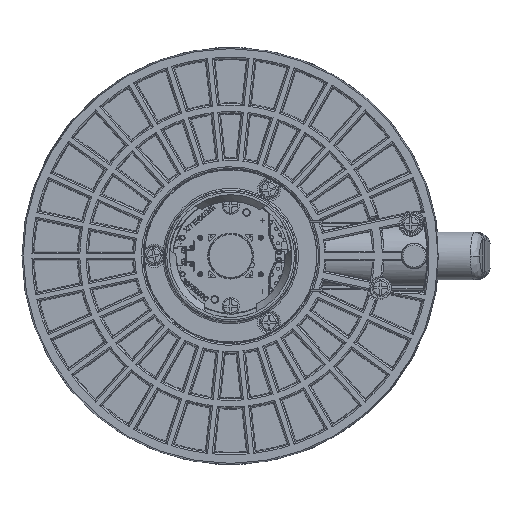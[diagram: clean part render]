
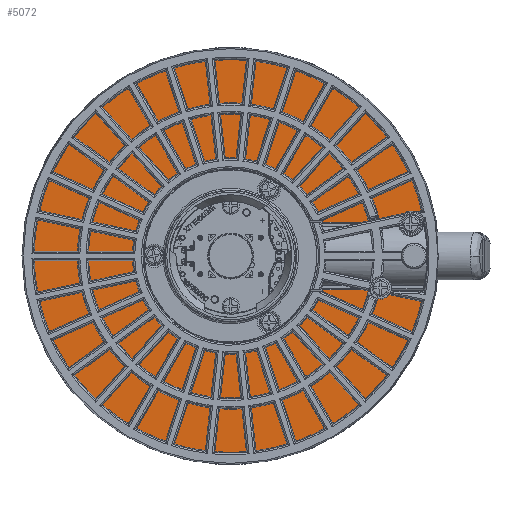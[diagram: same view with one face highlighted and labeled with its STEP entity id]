
A CAD part, front view. The second image highlights one B-rep face of the part: STEP entity #5072.
In plain terms, the highlighted planar face has unit normal (0, -1, 0).
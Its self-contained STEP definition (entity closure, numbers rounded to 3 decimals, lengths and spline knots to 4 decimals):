
#5072 = ADVANCED_FACE ( 'NONE', ( #76213, #76210 ), #51435, .T. ) ;
#38219 = AXIS2_PLACEMENT_3D ( 'NONE', #51433, #51437, #51438 ) ;
#45601 = AXIS2_PLACEMENT_3D ( 'NONE', #93384, #93385, #93386 ) ;
#45606 = AXIS2_PLACEMENT_3D ( 'NONE', #93388, #93389, #93390 ) ;
#51433 = CARTESIAN_POINT ( 'NONE',  ( 0.8272, -5.1575, 0. ) ) ;
#51435 = PLANE ( 'NONE',  #38219 ) ;
#51437 = DIRECTION ( 'NONE',  ( 0., -1., 0. ) ) ;
#51438 = DIRECTION ( 'NONE',  ( 0., 0., -1. ) ) ;
#76210 = FACE_BOUND ( 'NONE', #112038, .T. ) ;
#76213 = FACE_OUTER_BOUND ( 'NONE', #112040, .T. ) ;
#86451 = CIRCLE ( 'NONE', #45601, 0.8272 ) ;
#86464 = CIRCLE ( 'NONE', #45606, 2.5591 ) ;
#93384 = CARTESIAN_POINT ( 'NONE',  ( 0., -5.1575, 0. ) ) ;
#93385 = DIRECTION ( 'NONE',  ( 0., -1., 0. ) ) ;
#93386 = DIRECTION ( 'NONE',  ( 0., 0., -1. ) ) ;
#93388 = CARTESIAN_POINT ( 'NONE',  ( 0., -5.1575, 0. ) ) ;
#93389 = DIRECTION ( 'NONE',  ( 0., -1., 0. ) ) ;
#93390 = DIRECTION ( 'NONE',  ( 0., 0., -1. ) ) ;
#112038 = EDGE_LOOP ( 'NONE', ( #128151 ) ) ;
#112040 = EDGE_LOOP ( 'NONE', ( #128150 ) ) ;
#115932 = EDGE_CURVE ( 'NONE', #126371, #126371, #86451, .T. ) ;
#115933 = EDGE_CURVE ( 'NONE', #126372, #126372, #86464, .T. ) ;
#126371 = VERTEX_POINT ( 'NONE', #147746 ) ;
#126372 = VERTEX_POINT ( 'NONE', #147747 ) ;
#128150 = ORIENTED_EDGE ( 'NONE', *, *, #115933, .T. ) ;
#128151 = ORIENTED_EDGE ( 'NONE', *, *, #115932, .F. ) ;
#147746 = CARTESIAN_POINT ( 'NONE',  ( 0., -5.1575, -0.8272 ) ) ;
#147747 = CARTESIAN_POINT ( 'NONE',  ( 0., -5.1575, -2.5591 ) ) ;
